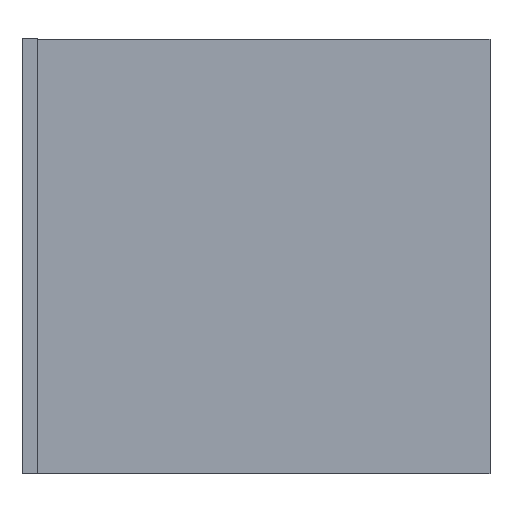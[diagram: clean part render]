
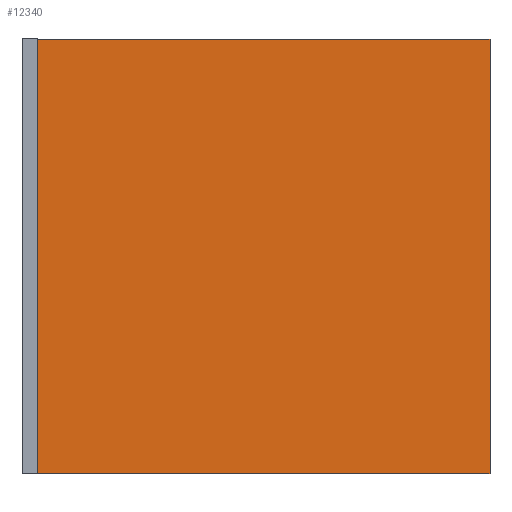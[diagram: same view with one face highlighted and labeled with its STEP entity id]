
A CAD part, left-side view. The second image highlights one B-rep face of the part: STEP entity #12340.
In plain terms, the highlighted planar face has unit normal (-1, 0, 0).
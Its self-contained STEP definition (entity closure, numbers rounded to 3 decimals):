
#846 = EDGE_CURVE ( 'NONE', #8733, #9682, #2034, .T. ) ;
#1537 = DIRECTION ( 'NONE',  ( 0., -1., 0. ) ) ;
#2001 = CARTESIAN_POINT ( 'NONE',  ( -745., -237., 455. ) ) ;
#2034 = LINE ( 'NONE', #11847, #12016 ) ;
#2694 = VERTEX_POINT ( 'NONE', #6576 ) ;
#2861 = EDGE_CURVE ( 'NONE', #3525, #8733, #5091, .T. ) ;
#2957 = DIRECTION ( 'NONE',  ( 0., -1., 0. ) ) ;
#3454 = CARTESIAN_POINT ( 'NONE',  ( -745., -237., 455. ) ) ;
#3525 = VERTEX_POINT ( 'NONE', #8499 ) ;
#3578 = PLANE ( 'NONE',  #7741 ) ;
#3623 = EDGE_CURVE ( 'NONE', #3525, #2694, #4760, .T. ) ;
#3663 = ORIENTED_EDGE ( 'NONE', *, *, #2861, .F. ) ;
#4333 = ORIENTED_EDGE ( 'NONE', *, *, #846, .F. ) ;
#4507 = EDGE_LOOP ( 'NONE', ( #5021, #4333, #3663, #11062 ) ) ;
#4760 = LINE ( 'NONE', #7244, #12037 ) ;
#4951 = VECTOR ( 'NONE', #2957, 1000. ) ;
#5021 = ORIENTED_EDGE ( 'NONE', *, *, #9922, .T. ) ;
#5091 = LINE ( 'NONE', #6835, #4951 ) ;
#6576 = CARTESIAN_POINT ( 'NONE',  ( -745., 237., 0. ) ) ;
#6835 = CARTESIAN_POINT ( 'NONE',  ( -745., -237., 455. ) ) ;
#7012 = VECTOR ( 'NONE', #1537, 1000. ) ;
#7153 = CARTESIAN_POINT ( 'NONE',  ( -745., -237., 0. ) ) ;
#7244 = CARTESIAN_POINT ( 'NONE',  ( -745., 237., 455. ) ) ;
#7385 = DIRECTION ( 'NONE',  ( 1., 0., 0. ) ) ;
#7741 = AXIS2_PLACEMENT_3D ( 'NONE', #3454, #7385, #10212 ) ;
#8499 = CARTESIAN_POINT ( 'NONE',  ( -745., 237., 455. ) ) ;
#8733 = VERTEX_POINT ( 'NONE', #2001 ) ;
#9287 = CARTESIAN_POINT ( 'NONE',  ( -745., -237., 0. ) ) ;
#9571 = LINE ( 'NONE', #9287, #7012 ) ;
#9682 = VERTEX_POINT ( 'NONE', #7153 ) ;
#9922 = EDGE_CURVE ( 'NONE', #2694, #9682, #9571, .T. ) ;
#10203 = DIRECTION ( 'NONE',  ( 0., 0., -1. ) ) ;
#10212 = DIRECTION ( 'NONE',  ( 0., 0., -1. ) ) ;
#11062 = ORIENTED_EDGE ( 'NONE', *, *, #3623, .T. ) ;
#11817 = DIRECTION ( 'NONE',  ( 0., 0., -1. ) ) ;
#11847 = CARTESIAN_POINT ( 'NONE',  ( -745., -237., 455. ) ) ;
#12016 = VECTOR ( 'NONE', #11817, 1000. ) ;
#12037 = VECTOR ( 'NONE', #10203, 1000. ) ;
#12151 = FACE_OUTER_BOUND ( 'NONE', #4507, .T. ) ;
#12340 = ADVANCED_FACE ( 'NONE', ( #12151 ), #3578, .F. ) ;
